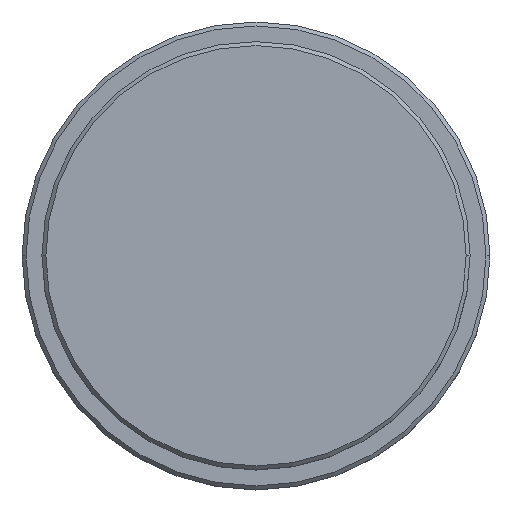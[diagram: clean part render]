
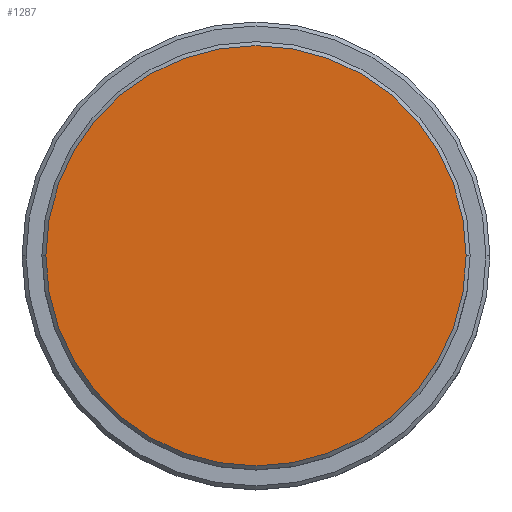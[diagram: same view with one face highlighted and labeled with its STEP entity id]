
A CAD part, top view. The second image highlights one B-rep face of the part: STEP entity #1287.
In plain terms, the highlighted planar face has unit normal (0, 0, 1).
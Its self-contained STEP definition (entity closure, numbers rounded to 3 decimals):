
#41 = VERTEX_POINT ( 'NONE', #572 ) ;
#72 = ORIENTED_EDGE ( 'NONE', *, *, #1391, .T. ) ;
#157 = AXIS2_PLACEMENT_3D ( 'NONE', #672, #984, #1101 ) ;
#185 = CIRCLE ( 'NONE', #157, 26.5 ) ;
#187 = CARTESIAN_POINT ( 'NONE',  ( 0., 0., 0. ) ) ;
#316 = DIRECTION ( 'NONE',  ( 1., 0., 0. ) ) ;
#387 = CARTESIAN_POINT ( 'NONE',  ( 0., 0., 0. ) ) ;
#487 = DIRECTION ( 'NONE',  ( 0., 0., 1. ) ) ;
#510 = CARTESIAN_POINT ( 'NONE',  ( -26.5, 0., 0. ) ) ;
#572 = CARTESIAN_POINT ( 'NONE',  ( 26.5, 0., 0. ) ) ;
#603 = AXIS2_PLACEMENT_3D ( 'NONE', #187, #639, #316 ) ;
#639 = DIRECTION ( 'NONE',  ( 0., 0., 1. ) ) ;
#672 = CARTESIAN_POINT ( 'NONE',  ( 0., 0., 0. ) ) ;
#694 = EDGE_CURVE ( 'NONE', #1310, #41, #1043, .T. ) ;
#790 = AXIS2_PLACEMENT_3D ( 'NONE', #387, #487, #1131 ) ;
#896 = ORIENTED_EDGE ( 'NONE', *, *, #694, .T. ) ;
#984 = DIRECTION ( 'NONE',  ( 0., 0., 1. ) ) ;
#1043 = CIRCLE ( 'NONE', #790, 26.5 ) ;
#1094 = EDGE_LOOP ( 'NONE', ( #896, #72 ) ) ;
#1101 = DIRECTION ( 'NONE',  ( 1., 0., 0. ) ) ;
#1131 = DIRECTION ( 'NONE',  ( 1., 0., 0. ) ) ;
#1149 = PLANE ( 'NONE',  #603 ) ;
#1287 = ADVANCED_FACE ( 'NONE', ( #1295 ), #1149, .T. ) ;
#1295 = FACE_OUTER_BOUND ( 'NONE', #1094, .T. ) ;
#1310 = VERTEX_POINT ( 'NONE', #510 ) ;
#1391 = EDGE_CURVE ( 'NONE', #41, #1310, #185, .T. ) ;
